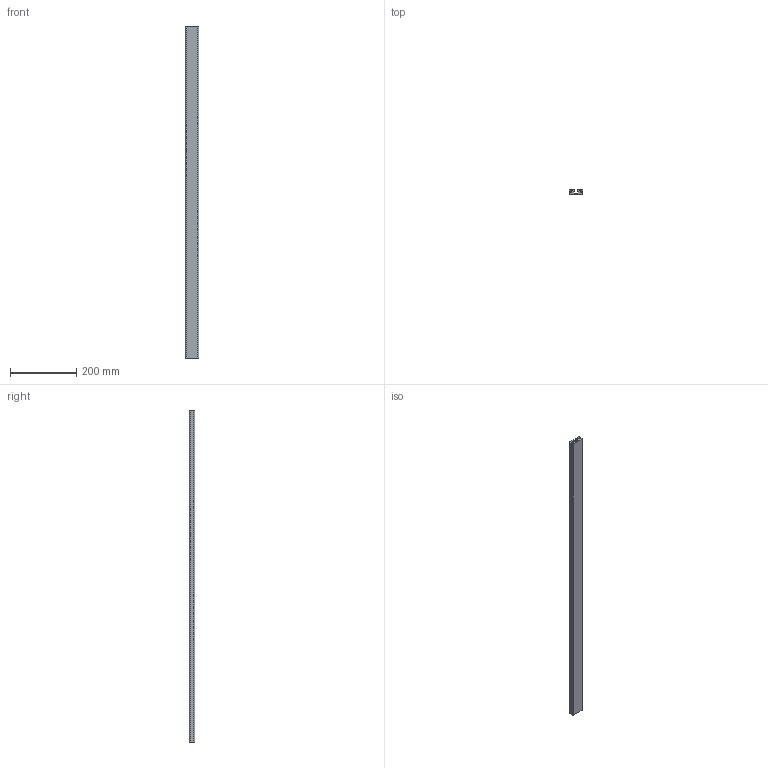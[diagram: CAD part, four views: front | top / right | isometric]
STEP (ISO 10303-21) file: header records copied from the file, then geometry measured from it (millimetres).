
FILE_DESCRIPTION (( 'STEP AP214' ), '1' );
FILE_NAME ('Ñáîðêà14.STEP', '2025-06-03T10:41:50', ( '' ), ( '' ), 'SwSTEP 2.0', 'SolidWorks 2025', '' );
FILE_SCHEMA (( 'AUTOMOTIVE_DESIGN' ));
Length unit declared in the file: millimetre
Products named in the file (2): Сборка14; 1640 Профиль конструкционный 16х40 (Ан. серебро)_00
Assembly tree (1 placements, depth 2):
  Сборка14
    1640 Профиль конструкционный 16х40 (Ан. серебро)_00
Bounding box: 40 x 16 x 1000 mm (x, y, z)
Volume: 444960.7 mm3; surface area: 182643.1 mm2
Topology: 1 solids, 1 shells, 34 faces, 96 edges, 64 vertices
Faces by surface type: cylinder 17, plane 17
Entity records: 1188 total; most frequent: DIRECTION 206, CARTESIAN_POINT 198, ORIENTED_EDGE 192, EDGE_CURVE 96, AXIS2_PLACEMENT_3D 72, VERTEX_POINT 64, VECTOR 62, LINE 62
